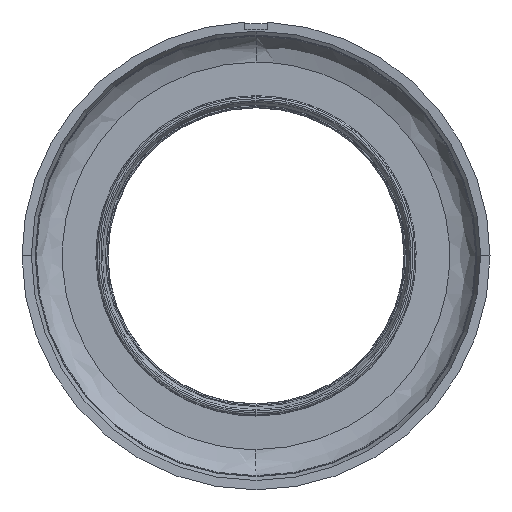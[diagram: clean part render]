
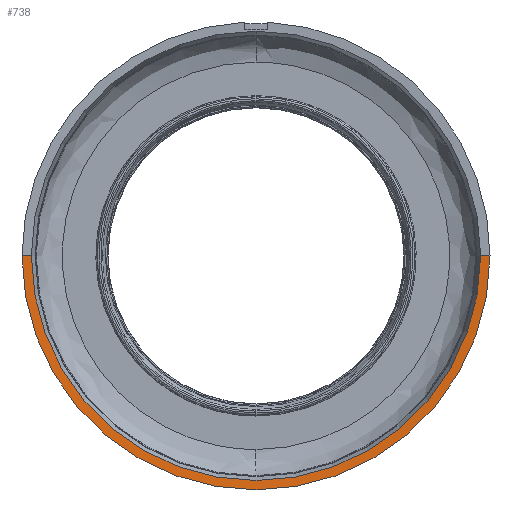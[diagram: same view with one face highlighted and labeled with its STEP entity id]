
A CAD part, front view. The second image highlights one B-rep face of the part: STEP entity #738.
In plain terms, the highlighted conical face has half-angle 87.138 degrees and reference radius 49.9 mm.
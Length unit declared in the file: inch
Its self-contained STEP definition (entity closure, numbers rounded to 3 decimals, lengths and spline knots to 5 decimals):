
#189 = DIRECTION ( 'NONE',  ( -0.999, -0.05, 0. ) ) ;
#198 = EDGE_CURVE ( 'NONE', #215, #618, #519, .T. ) ;
#206 = DIRECTION ( 'NONE',  ( 0., 0., -1. ) ) ;
#210 = DIRECTION ( 'NONE',  ( 0., 0., -1. ) ) ;
#215 = VERTEX_POINT ( 'NONE', #1257 ) ;
#381 = CARTESIAN_POINT ( 'NONE',  ( 1.96457, -0.00394, 0. ) ) ;
#401 = ORIENTED_EDGE ( 'NONE', *, *, #768, .F. ) ;
#464 = ORIENTED_EDGE ( 'NONE', *, *, #198, .F. ) ;
#500 = CONICAL_SURFACE ( 'NONE', #1838, 1.96457, 1.521 ) ;
#519 = LINE ( 'NONE', #716, #2268 ) ;
#530 = AXIS2_PLACEMENT_3D ( 'NONE', #1863, #1306, #1824 ) ;
#560 = CARTESIAN_POINT ( 'NONE',  ( 0., 0., 0. ) ) ;
#569 = VECTOR ( 'NONE', #189, 39.37008 ) ;
#618 = VERTEX_POINT ( 'NONE', #381 ) ;
#619 = CARTESIAN_POINT ( 'NONE',  ( -1.88583, 0., 0. ) ) ;
#641 = EDGE_CURVE ( 'NONE', #2234, #1423, #882, .T. ) ;
#680 = DIRECTION ( 'NONE',  ( 0.999, -0.05, 0. ) ) ;
#716 = CARTESIAN_POINT ( 'NONE',  ( 1.96457, -0.00394, 0. ) ) ;
#718 = CARTESIAN_POINT ( 'NONE',  ( -1.96457, -0.00394, 0. ) ) ;
#738 = ADVANCED_FACE ( 'NONE', ( #1637 ), #500, .F. ) ;
#747 = DIRECTION ( 'NONE',  ( 0., -1., 0. ) ) ;
#752 = DIRECTION ( 'NONE',  ( 0., -1., 0. ) ) ;
#768 = EDGE_CURVE ( 'NONE', #2234, #1536, #838, .T. ) ;
#799 = AXIS2_PLACEMENT_3D ( 'NONE', #560, #747, #206 ) ;
#804 = CIRCLE ( 'NONE', #985, 1.88583 ) ;
#838 = CIRCLE ( 'NONE', #799, 1.88583 ) ;
#882 = LINE ( 'NONE', #718, #569 ) ;
#985 = AXIS2_PLACEMENT_3D ( 'NONE', #1088, #1798, #210 ) ;
#988 = ORIENTED_EDGE ( 'NONE', *, *, #2030, .F. ) ;
#1055 = CIRCLE ( 'NONE', #530, 1.96457 ) ;
#1088 = CARTESIAN_POINT ( 'NONE',  ( 0., 0., 0. ) ) ;
#1257 = CARTESIAN_POINT ( 'NONE',  ( 1.88583, 0., 0. ) ) ;
#1306 = DIRECTION ( 'NONE',  ( 0., -1., 0. ) ) ;
#1423 = VERTEX_POINT ( 'NONE', #1525 ) ;
#1463 = DIRECTION ( 'NONE',  ( 1., 0., 0. ) ) ;
#1468 = CARTESIAN_POINT ( 'NONE',  ( 0., -0.00394, 0. ) ) ;
#1525 = CARTESIAN_POINT ( 'NONE',  ( -1.96457, -0.00394, 0. ) ) ;
#1536 = VERTEX_POINT ( 'NONE', #1661 ) ;
#1637 = FACE_OUTER_BOUND ( 'NONE', #1952, .T. ) ;
#1661 = CARTESIAN_POINT ( 'NONE',  ( 0., 0., -1.88583 ) ) ;
#1670 = ORIENTED_EDGE ( 'NONE', *, *, #641, .T. ) ;
#1719 = ORIENTED_EDGE ( 'NONE', *, *, #2171, .T. ) ;
#1798 = DIRECTION ( 'NONE',  ( 0., -1., 0. ) ) ;
#1824 = DIRECTION ( 'NONE',  ( -1., 0., 0. ) ) ;
#1838 = AXIS2_PLACEMENT_3D ( 'NONE', #1468, #752, #1463 ) ;
#1863 = CARTESIAN_POINT ( 'NONE',  ( 0., -0.00394, 0. ) ) ;
#1952 = EDGE_LOOP ( 'NONE', ( #401, #1670, #1719, #464, #988 ) ) ;
#2030 = EDGE_CURVE ( 'NONE', #1536, #215, #804, .T. ) ;
#2171 = EDGE_CURVE ( 'NONE', #1423, #618, #1055, .T. ) ;
#2234 = VERTEX_POINT ( 'NONE', #619 ) ;
#2268 = VECTOR ( 'NONE', #680, 39.37008 ) ;
